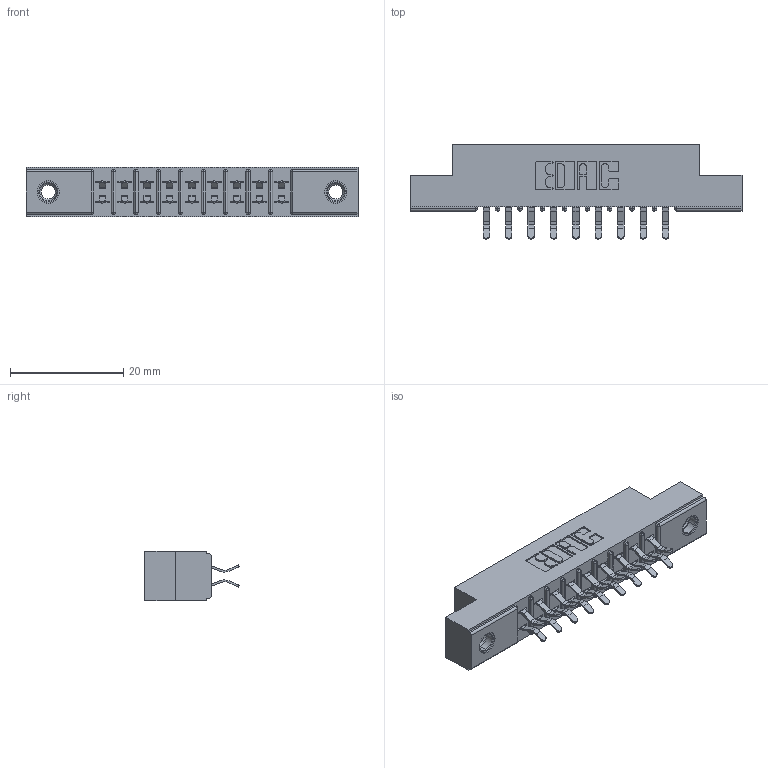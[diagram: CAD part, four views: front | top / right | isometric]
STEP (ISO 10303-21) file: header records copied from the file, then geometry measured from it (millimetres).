
FILE_DESCRIPTION (( 'STEP AP203' ), '1' );
FILE_NAME ('355-018-556-507.STEP', '2019-09-11T03:02:15', ( '' ), ( '' ), 'SwSTEP 2.0', 'SolidWorks 2016', '' );
FILE_SCHEMA (( 'CONFIG_CONTROL_DESIGN' ));
Length unit declared in the file: inch
Products named in the file (4): 345-250-001_345-250-005-103; 355-018-556-507; 305-290-001_556; 305 Part_.156 Dia
Assembly tree (21 placements, depth 2):
  355-018-556-507
    305 Part_.156 Dia
    305-290-001_556  x18
    345-250-001_345-250-005-103  x2
Bounding box: 58.67 x 16.64 x 8.71 mm (x, y, z)
Volume: 3551.1 mm3; surface area: 6289.3 mm2
Topology: 21 solids, 21 shells, 1184 faces, 3359 edges, 2182 vertices
Faces by surface type: plane 658, cylinder 474, sphere 36, cone 12, torus 4
Entity records: 15169 total; most frequent: CARTESIAN_POINT 2496, ORIENTED_EDGE 2466, DIRECTION 2455, EDGE_CURVE 1233, VECTOR 953, LINE 953, VERTEX_POINT 792, AXIS2_PLACEMENT_3D 751
